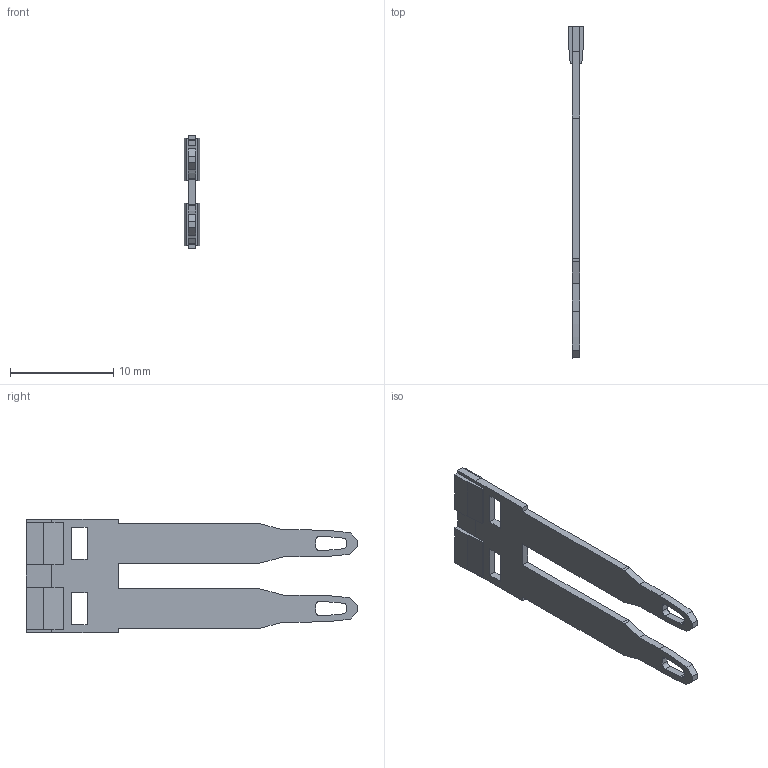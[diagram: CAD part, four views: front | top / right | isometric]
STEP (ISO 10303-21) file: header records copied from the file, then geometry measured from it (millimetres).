
FILE_DESCRIPTION((''),'2;1');
FILE_NAME('ASM0001_ASM','2022-09-23T08:00:45',('klemen.sitar'),('Audax d.o.o.'),'CREO PARAMETRIC BY PTC INC, 2021304','CREO PARAMETRIC BY PTC INC, 2021304','');
FILE_SCHEMA(('AP242_MANAGED_MODEL_BASED_3D_ENGINEERING_MIM_LF { 1 0 10303 442 1 1 4 }'));
Length unit declared in the file: millimetre
Products named in the file (3): PTP0502R; PTP0502R-28730; ASM0001_ASM
Assembly tree (2 placements, depth 2):
  ASM0001_ASM
    PTP0502R
    PTP0502R-28730
Bounding box: 1.5 x 32.1 x 11 mm (x, y, z)
Volume: 184.7 mm3; surface area: 653.8 mm2
Topology: 2 solids, 2 shells, 96 faces, 268 edges, 176 vertices
Faces by surface type: plane 76, cylinder 16, extrusion 4
Entity records: 5222 total; most frequent: CARTESIAN_POINT 915, ORIENTED_EDGE 536, DIRECTION 496, PRESENTATION_STYLE_ASSIGNMENT 373, STYLED_ITEM 373, CURVE_STYLE 275, EDGE_CURVE 268, VECTOR 232
